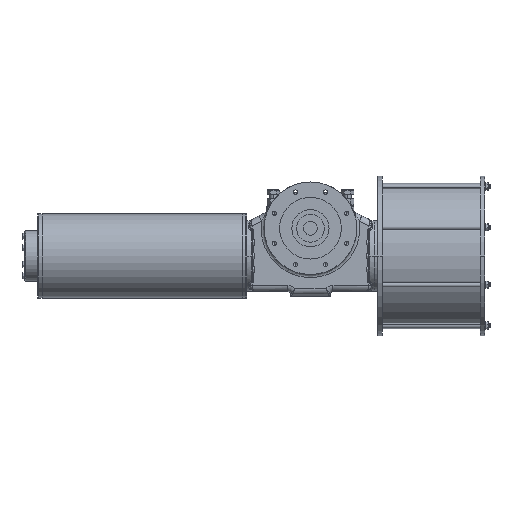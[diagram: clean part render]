
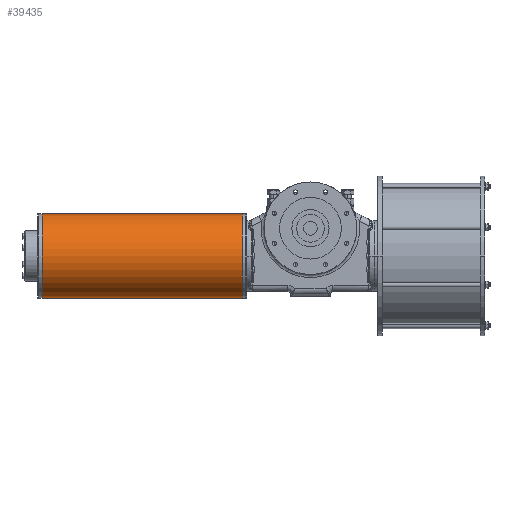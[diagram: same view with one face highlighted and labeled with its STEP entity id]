
A CAD part, front view. The second image highlights one B-rep face of the part: STEP entity #39435.
In plain terms, the highlighted cylindrical face has radius 136.5 mm (diameter 273 mm), a partial arc.
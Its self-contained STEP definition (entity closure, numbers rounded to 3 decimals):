
#499 = AXIS2_PLACEMENT_3D ( 'NONE', #20586, #1278, #23780 ) ;
#939 = DIRECTION ( 'NONE',  ( -1., 0., 0. ) ) ;
#1278 = DIRECTION ( 'NONE',  ( -1., 0., 0. ) ) ;
#3175 = EDGE_CURVE ( 'NONE', #24335, #37497, #11039, .T. ) ;
#4616 = CARTESIAN_POINT ( 'NONE',  ( -179.316, 0., -136.5 ) ) ;
#7103 = VERTEX_POINT ( 'NONE', #20591 ) ;
#7633 = DIRECTION ( 'NONE',  ( 0., 0., 1. ) ) ;
#7764 = DIRECTION ( 'NONE',  ( -1., 0., 0. ) ) ;
#8043 = CARTESIAN_POINT ( 'NONE',  ( 663., 0., 0. ) ) ;
#9941 = CYLINDRICAL_SURFACE ( 'NONE', #22063, 136.5 ) ;
#11039 = CIRCLE ( 'NONE', #28494, 136.5 ) ;
#13402 = EDGE_LOOP ( 'NONE', ( #21516, #37807, #16026, #27788 ) ) ;
#13918 = DIRECTION ( 'NONE',  ( 0., 0., 1. ) ) ;
#14044 = EDGE_CURVE ( 'NONE', #7103, #32051, #24609, .T. ) ;
#15205 = EDGE_CURVE ( 'NONE', #24335, #7103, #28047, .T. ) ;
#16026 = ORIENTED_EDGE ( 'NONE', *, *, #18145, .T. ) ;
#16204 = CARTESIAN_POINT ( 'NONE',  ( 13.5, 0., 136.5 ) ) ;
#18145 = EDGE_CURVE ( 'NONE', #37497, #32051, #39988, .T. ) ;
#20586 = CARTESIAN_POINT ( 'NONE',  ( 13.5, 0., 0. ) ) ;
#20591 = CARTESIAN_POINT ( 'NONE',  ( 13.5, 0., -136.5 ) ) ;
#21516 = ORIENTED_EDGE ( 'NONE', *, *, #15205, .F. ) ;
#22063 = AXIS2_PLACEMENT_3D ( 'NONE', #39556, #939, #13918 ) ;
#22901 = DIRECTION ( 'NONE',  ( -1., 0., 0. ) ) ;
#23780 = DIRECTION ( 'NONE',  ( 0., 0., 1. ) ) ;
#24335 = VERTEX_POINT ( 'NONE', #34701 ) ;
#24472 = CARTESIAN_POINT ( 'NONE',  ( 663., 0., 136.5 ) ) ;
#24609 = CIRCLE ( 'NONE', #499, 136.5 ) ;
#27244 = DIRECTION ( 'NONE',  ( -1., 0., 0. ) ) ;
#27788 = ORIENTED_EDGE ( 'NONE', *, *, #14044, .F. ) ;
#28047 = LINE ( 'NONE', #4616, #37626 ) ;
#28170 = FACE_OUTER_BOUND ( 'NONE', #13402, .T. ) ;
#28494 = AXIS2_PLACEMENT_3D ( 'NONE', #8043, #7764, #7633 ) ;
#31421 = VECTOR ( 'NONE', #22901, 1000. ) ;
#32051 = VERTEX_POINT ( 'NONE', #16204 ) ;
#34701 = CARTESIAN_POINT ( 'NONE',  ( 663., 0., -136.5 ) ) ;
#35768 = CARTESIAN_POINT ( 'NONE',  ( -179.316, 0., 136.5 ) ) ;
#37497 = VERTEX_POINT ( 'NONE', #24472 ) ;
#37626 = VECTOR ( 'NONE', #27244, 1000. ) ;
#37807 = ORIENTED_EDGE ( 'NONE', *, *, #3175, .T. ) ;
#39435 = ADVANCED_FACE ( 'NONE', ( #28170 ), #9941, .T. ) ;
#39556 = CARTESIAN_POINT ( 'NONE',  ( -179.316, 0., 0. ) ) ;
#39988 = LINE ( 'NONE', #35768, #31421 ) ;
